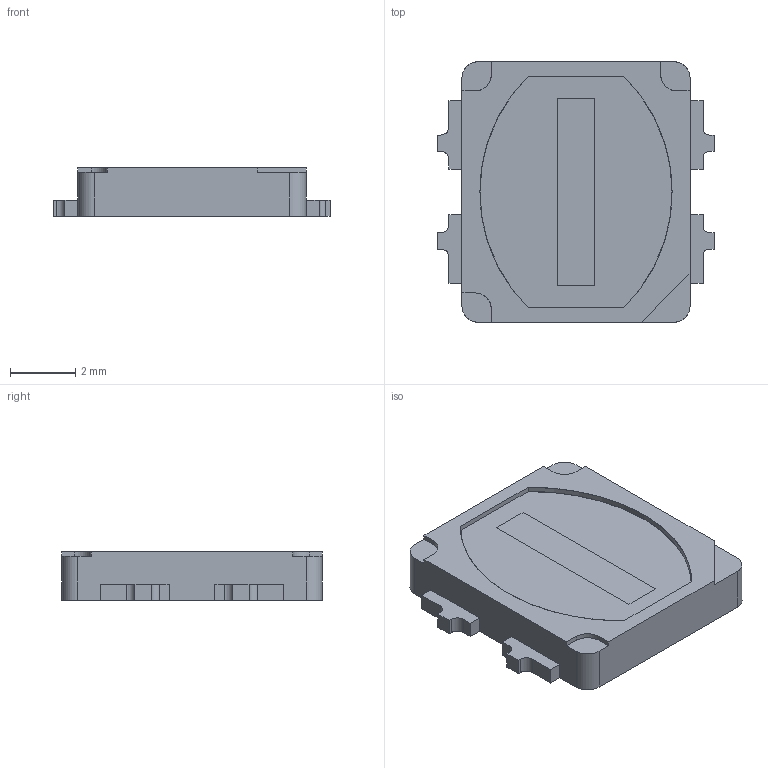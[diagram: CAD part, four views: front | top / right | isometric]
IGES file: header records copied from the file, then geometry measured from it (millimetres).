
Start section: SolidWorks IGES file using analytic representation for surfaces
Global section: file name: NC5W093B.IGS; native system: SolidWorks 2017; preprocessor: SolidWorks 2017; author: MHatta; date: 190906.125333; units: millimetre
Bounding box: 8.5 x 8 x 1.5 mm (x, y, z)
Surface area: 332.1 mm2 (no closed solid volume)
Topology: 0 solids, 0 shells, 209 faces, 1622 edges, 1622 vertices
Faces by surface type: bspline 132, revolution 77
